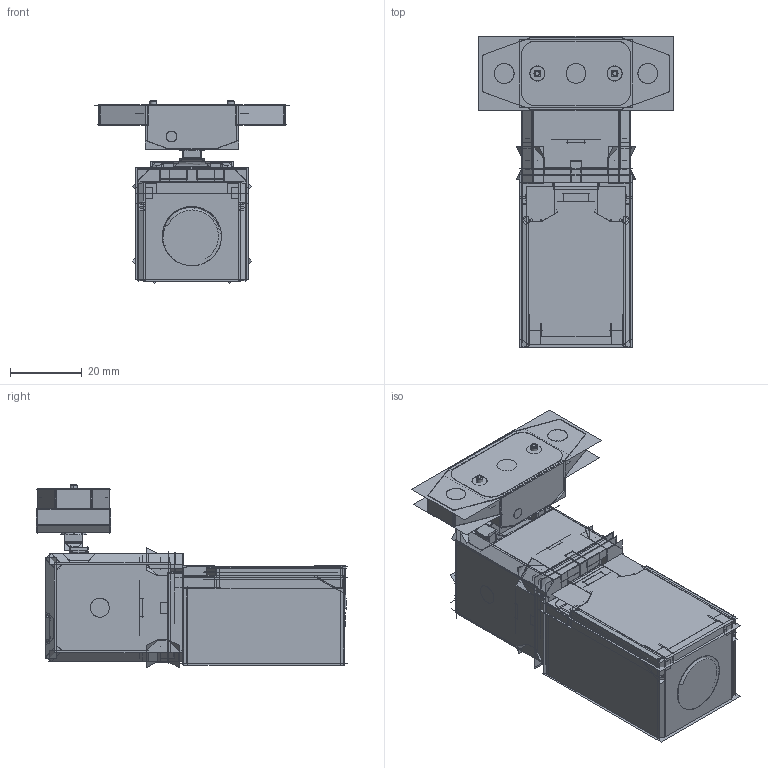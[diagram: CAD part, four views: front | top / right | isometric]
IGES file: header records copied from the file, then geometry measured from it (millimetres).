
Start section:  PTC IGES file: 192582.igs
Global section: file name: 192582.igs; native system: Creo Parametric by Parametric Technology Corporation; preprocessor: 2013230; author: pdmadmin; organization: Unknown; date: 20160120.175628; units: millimetre
Bounding box: 54.08 x 86.7 x 50.95 mm (x, y, z)
Volume: 157068.9 mm3; surface area: 796815.3 mm2
Topology: 13 solids, 14 shells, 3686 faces, 24061 edges, 33995 vertices
Faces by surface type: bspline 2478, revolution 1208
